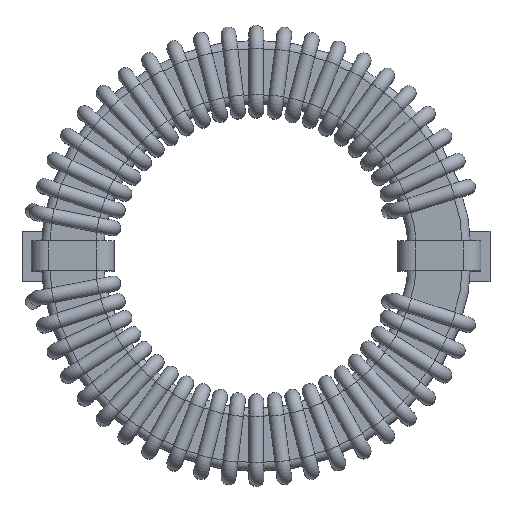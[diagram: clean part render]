
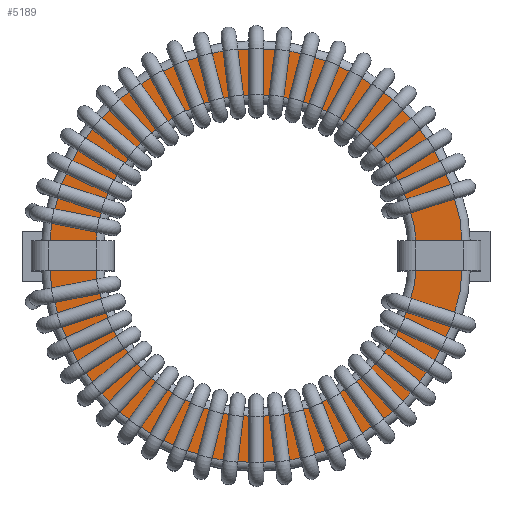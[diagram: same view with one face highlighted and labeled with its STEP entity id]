
A CAD part, top view. The second image highlights one B-rep face of the part: STEP entity #5189.
In plain terms, the highlighted planar face has unit normal (0, 0, 1).
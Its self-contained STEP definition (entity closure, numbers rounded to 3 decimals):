
#421=CIRCLE('',#5906,19.55);
#422=CIRCLE('',#5908,25.15);
#1109=FACE_BOUND('',#2178,.T.);
#1541=FACE_OUTER_BOUND('',#2177,.T.);
#2177=EDGE_LOOP('',(#4489));
#2178=EDGE_LOOP('',(#4490));
#3087=VERTEX_POINT('',#9007);
#3088=VERTEX_POINT('',#9010);
#3619=EDGE_CURVE('',#3087,#3087,#421,.T.);
#3620=EDGE_CURVE('',#3088,#3088,#422,.T.);
#4489=ORIENTED_EDGE('',*,*,#3620,.F.);
#4490=ORIENTED_EDGE('',*,*,#3619,.F.);
#4928=PLANE('',#5907);
#5189=ADVANCED_FACE('',(#1541,#1109),#4928,.T.);
#5906=AXIS2_PLACEMENT_3D('',#9008,#7350,#7351);
#5907=AXIS2_PLACEMENT_3D('',#9009,#7352,#7353);
#5908=AXIS2_PLACEMENT_3D('',#9011,#7354,#7355);
#7350=DIRECTION('center_axis',(0.,0.,1.));
#7351=DIRECTION('ref_axis',(-1.,0.,0.));
#7352=DIRECTION('center_axis',(0.,0.,1.));
#7353=DIRECTION('ref_axis',(1.,0.,0.));
#7354=DIRECTION('center_axis',(0.,0.,-1.));
#7355=DIRECTION('ref_axis',(-1.,0.,0.));
#9007=CARTESIAN_POINT('',(19.55,0.,47.4));
#9008=CARTESIAN_POINT('Origin',(0.,0.,47.4));
#9009=CARTESIAN_POINT('Origin',(0.,0.,
47.4));
#9010=CARTESIAN_POINT('',(25.15,0.,47.4));
#9011=CARTESIAN_POINT('Origin',(0.,0.,47.4));
